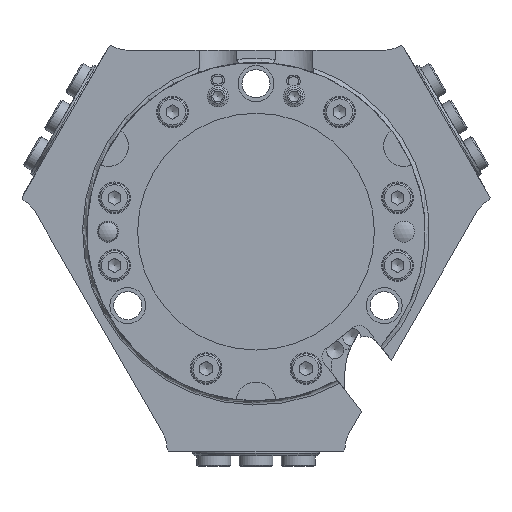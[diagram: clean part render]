
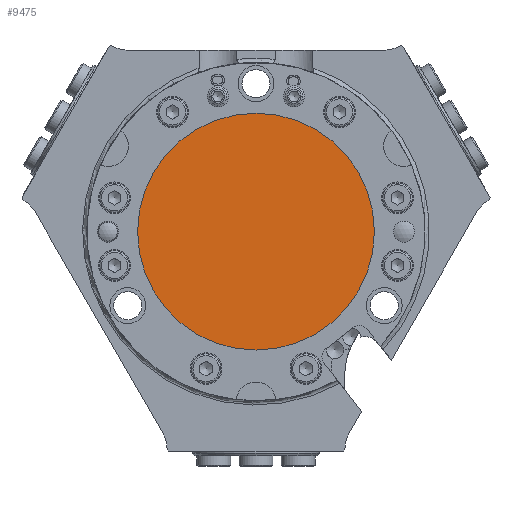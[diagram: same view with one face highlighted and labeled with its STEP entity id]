
A CAD part, front view. The second image highlights one B-rep face of the part: STEP entity #9475.
In plain terms, the highlighted face is planar.
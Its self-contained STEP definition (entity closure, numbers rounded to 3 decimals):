
#935=PLANE('',#10835);
#1636=FACE_OUTER_BOUND('',#2333,.T.);
#2333=EDGE_LOOP('',(#8721));
#4113=CIRCLE('',#10834,28.);
#4983=VERTEX_POINT('',#17382);
#6244=EDGE_CURVE('',#4983,#4983,#4113,.T.);
#8721=ORIENTED_EDGE('',*,*,#6244,.F.);
#9475=ADVANCED_FACE('',(#1636),#935,.F.);
#10834=AXIS2_PLACEMENT_3D('',#17384,#13495,#13496);
#10835=AXIS2_PLACEMENT_3D('',#17385,#13497,#13498);
#13495=DIRECTION('center_axis',(0.,0.,1.));
#13496=DIRECTION('ref_axis',(1.,0.,0.));
#13497=DIRECTION('center_axis',(0.,0.,1.));
#13498=DIRECTION('ref_axis',(1.,0.,0.));
#17382=CARTESIAN_POINT('',(-28.,0.,0.2));
#17384=CARTESIAN_POINT('Origin',(0.,0.,0.2));
#17385=CARTESIAN_POINT('Origin',(0.,0.,0.2));
